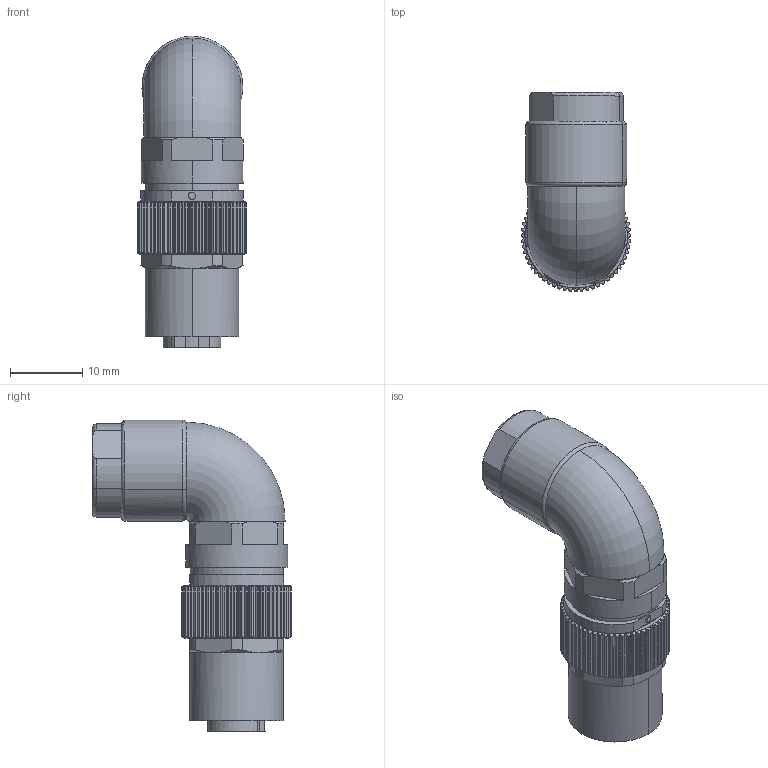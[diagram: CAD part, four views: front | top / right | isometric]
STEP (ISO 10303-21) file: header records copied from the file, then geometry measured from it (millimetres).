
FILE_DESCRIPTION(('CATIA V5 STEP Exchange','CAx-IF Rec.Pracs.--- Model Styling and Organization---1.4--- 2014-01-23'),'2;1');
FILE_NAME ('1165826-4_0', '2019-08-28T08:07:21+00:00', ('none'), ('Weidmueller'), 'CATIA Version 5-6 Release 2016 SP3 HF44', 'CATIA V5 STEP AP214', 'none');
FILE_SCHEMA(('AUTOMOTIVE_DESIGN { 1 0 10303 214 1 1 1 1 }'));
Length unit declared in the file: millimetre
Products named in the file (1): 2702700000
Bounding box: 15.2 x 27.6 x 43.23 mm (x, y, z)
Volume: 6605.5 mm3; surface area: 5305.6 mm2
Topology: 1 solids, 1 shells, 571 faces, 1596 edges, 1052 vertices
Faces by surface type: plane 249, cylinder 206, cone 58, bspline 31, torus 27
Entity records: 20017 total; most frequent: CARTESIAN_POINT 6491, ORIENTED_EDGE 3184, DIRECTION 2124, EDGE_CURVE 1592, VERTEX_POINT 1052, AXIS2_PLACEMENT_3D 1015, EDGE_LOOP 614, VECTOR 579
